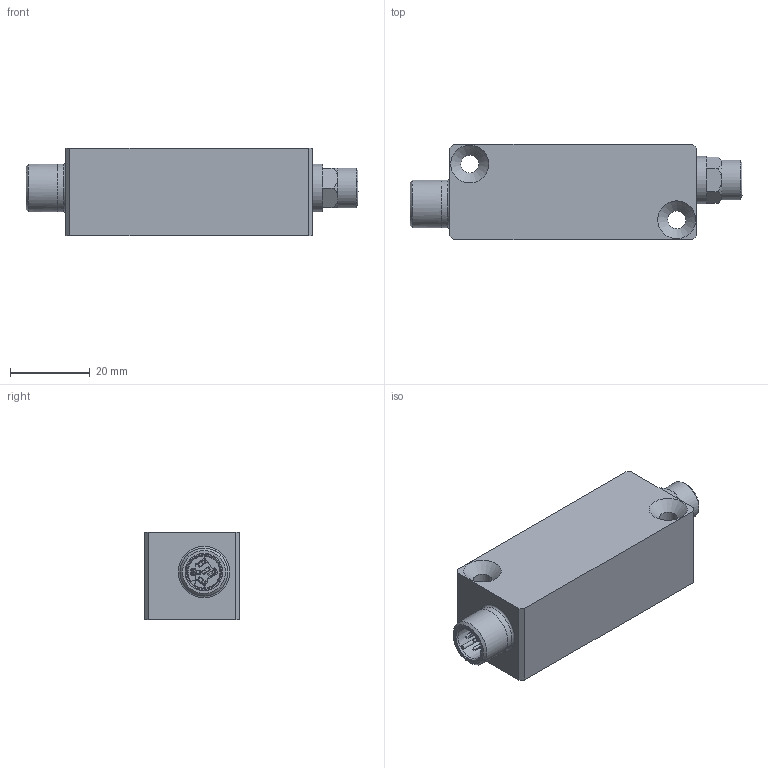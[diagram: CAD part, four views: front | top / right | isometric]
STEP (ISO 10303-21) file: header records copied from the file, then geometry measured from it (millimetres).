
FILE_DESCRIPTION( ( 'Unknown' ), '1' );
FILE_NAME( '200909_10710603_KDE_DABU_Katalog_V01_00.stp', 'Unknown', ( 'Unknown' ), ( 'Unknown' ), 'PSStep 19.0.9', 'Unknown', ' ' );
FILE_SCHEMA( ( 'AUTOMOTIVE_DESIGN { 1 0 10303 214 1 1 1 1 }' ) );
Length unit declared in the file: millimetre
Products named in the file (1): 11189554
Bounding box: 83.4 x 24 x 22 mm (x, y, z)
Volume: 33317.5 mm3; surface area: 8765.1 mm2
Topology: 1 solids, 1 shells, 230 faces, 639 edges, 426 vertices
Faces by surface type: plane 143, cylinder 45, cone 32, bspline 8, torus 2
Full cylindrical faces by diameter (mm): 1 x1, 4.5 x2, 5.6 x1, 6.75 x1, 6.917 x4, 9.45 x1, 10 x1, 12 x3
Entity records: 10717 total; most frequent: CARTESIAN_POINT 2736, ORIENTED_EDGE 1188, DIRECTION 1128, EDGE_CURVE 594, VERTEX_POINT 407, LINE 392, VECTOR 392, AXIS2_PLACEMENT_3D 368
